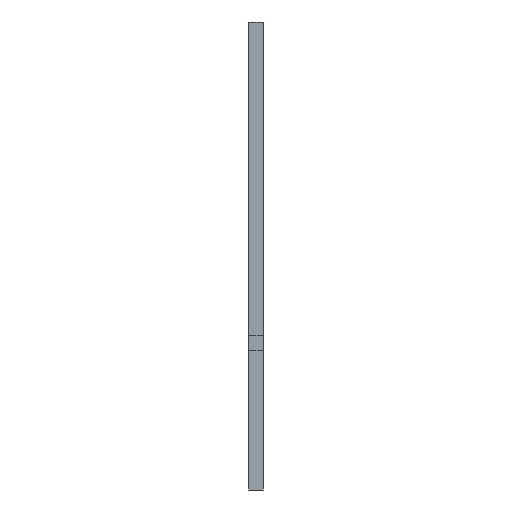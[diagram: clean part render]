
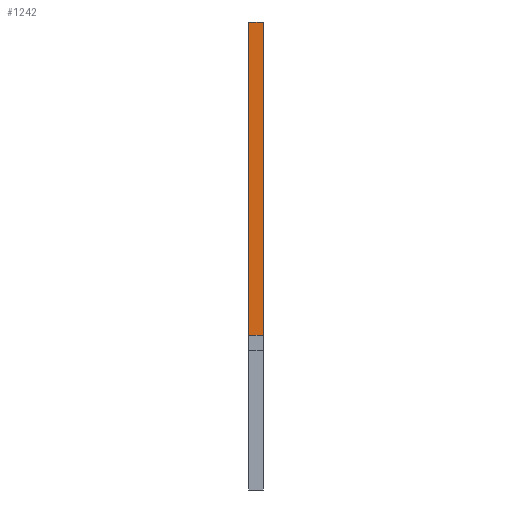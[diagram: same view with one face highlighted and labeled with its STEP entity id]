
A CAD part, left-side view. The second image highlights one B-rep face of the part: STEP entity #1242.
In plain terms, the highlighted planar face has unit normal (-1, 0, 0).
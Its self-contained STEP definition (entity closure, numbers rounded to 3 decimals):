
#22 = EDGE_CURVE ( 'NONE', #759, #1753, #730, .T. ) ;
#29 = VECTOR ( 'NONE', #1427, 1000. ) ;
#79 = ORIENTED_EDGE ( 'NONE', *, *, #1854, .T. ) ;
#153 = CARTESIAN_POINT ( 'NONE',  ( -556.804, -1091.305, -1134. ) ) ;
#200 = LINE ( 'NONE', #558, #1773 ) ;
#202 = VECTOR ( 'NONE', #1007, 1000. ) ;
#402 = VERTEX_POINT ( 'NONE', #2124 ) ;
#459 = CARTESIAN_POINT ( 'NONE',  ( -556.804, -1088.305, -1134. ) ) ;
#530 = EDGE_LOOP ( 'NONE', ( #1426, #1300, #2106, #79 ) ) ;
#533 = AXIS2_PLACEMENT_3D ( 'NONE', #2250, #2279, #2099 ) ;
#544 = EDGE_CURVE ( 'NONE', #759, #2082, #1119, .T. ) ;
#558 = CARTESIAN_POINT ( 'NONE',  ( -556.804, -1088.305, -1234. ) ) ;
#586 = CARTESIAN_POINT ( 'NONE',  ( -556.804, -1088.305, -1134. ) ) ;
#730 = LINE ( 'NONE', #1830, #29 ) ;
#759 = VERTEX_POINT ( 'NONE', #153 ) ;
#873 = CARTESIAN_POINT ( 'NONE',  ( -556.804, -1091.305, -1200.9 ) ) ;
#893 = LINE ( 'NONE', #2054, #2183 ) ;
#1007 = DIRECTION ( 'NONE',  ( 0., 1., 0. ) ) ;
#1054 = EDGE_CURVE ( 'NONE', #1753, #402, #893, .T. ) ;
#1119 = LINE ( 'NONE', #459, #202 ) ;
#1235 = DIRECTION ( 'NONE',  ( 0., 0., -1. ) ) ;
#1242 = ADVANCED_FACE ( 'NONE', ( #1266 ), #1642, .F. ) ;
#1266 = FACE_OUTER_BOUND ( 'NONE', #530, .T. ) ;
#1300 = ORIENTED_EDGE ( 'NONE', *, *, #22, .F. ) ;
#1426 = ORIENTED_EDGE ( 'NONE', *, *, #1054, .F. ) ;
#1427 = DIRECTION ( 'NONE',  ( 0., 0., -1. ) ) ;
#1642 = PLANE ( 'NONE',  #533 ) ;
#1753 = VERTEX_POINT ( 'NONE', #873 ) ;
#1773 = VECTOR ( 'NONE', #1235, 1000. ) ;
#1830 = CARTESIAN_POINT ( 'NONE',  ( -556.804, -1091.305, -1137. ) ) ;
#1854 = EDGE_CURVE ( 'NONE', #2082, #402, #200, .T. ) ;
#2054 = CARTESIAN_POINT ( 'NONE',  ( -556.804, -1088.305, -1200.9 ) ) ;
#2067 = DIRECTION ( 'NONE',  ( 0., 1., 0. ) ) ;
#2082 = VERTEX_POINT ( 'NONE', #586 ) ;
#2099 = DIRECTION ( 'NONE',  ( 0., 0., -1. ) ) ;
#2106 = ORIENTED_EDGE ( 'NONE', *, *, #544, .T. ) ;
#2124 = CARTESIAN_POINT ( 'NONE',  ( -556.804, -1088.305, -1200.9 ) ) ;
#2183 = VECTOR ( 'NONE', #2067, 1000. ) ;
#2250 = CARTESIAN_POINT ( 'NONE',  ( -556.804, -1088.305, -1234. ) ) ;
#2279 = DIRECTION ( 'NONE',  ( 1., 0., 0. ) ) ;
